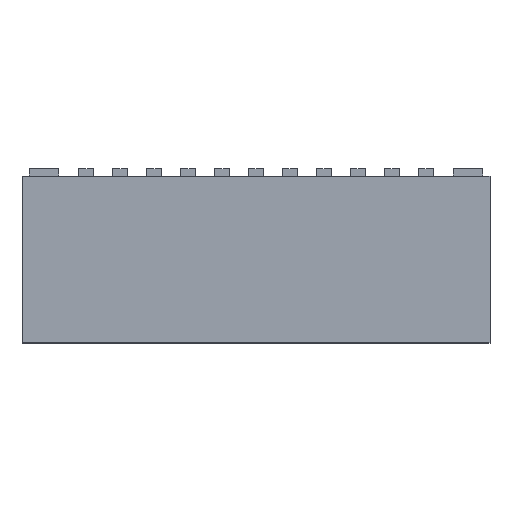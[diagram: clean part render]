
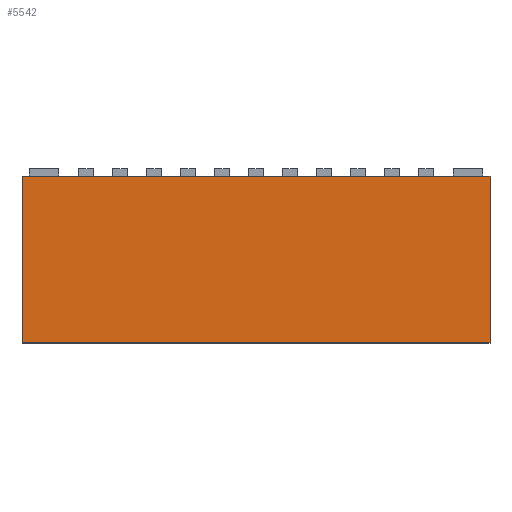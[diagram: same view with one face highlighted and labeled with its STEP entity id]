
A CAD part, top view. The second image highlights one B-rep face of the part: STEP entity #5542.
In plain terms, the highlighted planar face has unit normal (0, 0, 1).
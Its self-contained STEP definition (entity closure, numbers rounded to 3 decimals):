
#2860 = CARTESIAN_POINT ( 'NONE',  ( 90.09, -35.32, 29.13 ) ) ;
#4148 = VECTOR ( 'NONE', #20435, 1000. ) ;
#4393 = CARTESIAN_POINT ( 'NONE',  ( 90.09, -1.5, 29.13 ) ) ;
#5297 = ORIENTED_EDGE ( 'NONE', *, *, #14410, .F. ) ;
#5542 = ADVANCED_FACE ( 'NONE', ( #10072 ), #26237, .F. ) ;
#5870 = EDGE_CURVE ( 'NONE', #13367, #8227, #14988, .T. ) ;
#6505 = ORIENTED_EDGE ( 'NONE', *, *, #19023, .T. ) ;
#6903 = CARTESIAN_POINT ( 'NONE',  ( -5., -1.5, 29.13 ) ) ;
#7829 = DIRECTION ( 'NONE',  ( 0., 1., 0. ) ) ;
#8227 = VERTEX_POINT ( 'NONE', #4393 ) ;
#9636 = ORIENTED_EDGE ( 'NONE', *, *, #10758, .F. ) ;
#9997 = VECTOR ( 'NONE', #16140, 1000. ) ;
#10072 = FACE_OUTER_BOUND ( 'NONE', #11977, .T. ) ;
#10589 = CARTESIAN_POINT ( 'NONE',  ( 90.09, -35.32, 29.13 ) ) ;
#10758 = EDGE_CURVE ( 'NONE', #13367, #16018, #10915, .T. ) ;
#10915 = LINE ( 'NONE', #10589, #23771 ) ;
#11977 = EDGE_LOOP ( 'NONE', ( #20166, #6505, #5297, #9636 ) ) ;
#12866 = AXIS2_PLACEMENT_3D ( 'NONE', #2860, #20789, #7829 ) ;
#13367 = VERTEX_POINT ( 'NONE', #32562 ) ;
#13703 = CARTESIAN_POINT ( 'NONE',  ( -5., -35.32, 29.13 ) ) ;
#14410 = EDGE_CURVE ( 'NONE', #16018, #27035, #23467, .T. ) ;
#14988 = LINE ( 'NONE', #19416, #4148 ) ;
#16018 = VERTEX_POINT ( 'NONE', #13703 ) ;
#16140 = DIRECTION ( 'NONE',  ( 0., 1., 0. ) ) ;
#19023 = EDGE_CURVE ( 'NONE', #8227, #27035, #22773, .T. ) ;
#19416 = CARTESIAN_POINT ( 'NONE',  ( 90.09, -35.32, 29.13 ) ) ;
#19520 = DIRECTION ( 'NONE',  ( -1., 0., 0. ) ) ;
#20166 = ORIENTED_EDGE ( 'NONE', *, *, #5870, .T. ) ;
#20435 = DIRECTION ( 'NONE',  ( 0., 1., 0. ) ) ;
#20789 = DIRECTION ( 'NONE',  ( 0., 0., -1. ) ) ;
#22773 = LINE ( 'NONE', #6903, #32263 ) ;
#23467 = LINE ( 'NONE', #28761, #9997 ) ;
#23771 = VECTOR ( 'NONE', #28508, 1000. ) ;
#26237 = PLANE ( 'NONE',  #12866 ) ;
#26373 = CARTESIAN_POINT ( 'NONE',  ( -5., -1.5, 29.13 ) ) ;
#27035 = VERTEX_POINT ( 'NONE', #26373 ) ;
#28508 = DIRECTION ( 'NONE',  ( -1., 0., 0. ) ) ;
#28761 = CARTESIAN_POINT ( 'NONE',  ( -5., -35.32, 29.13 ) ) ;
#32263 = VECTOR ( 'NONE', #19520, 1000. ) ;
#32562 = CARTESIAN_POINT ( 'NONE',  ( 90.09, -35.32, 29.13 ) ) ;
